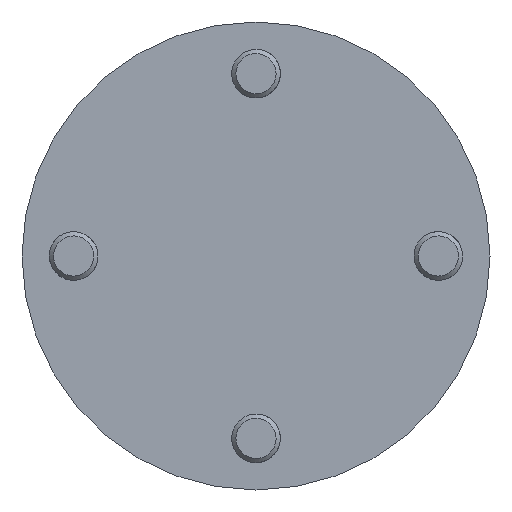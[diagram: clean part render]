
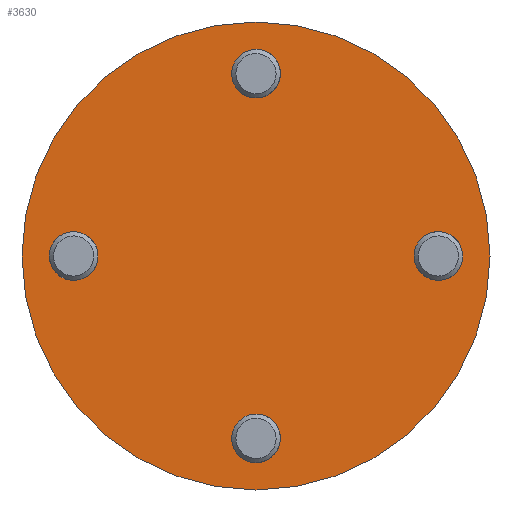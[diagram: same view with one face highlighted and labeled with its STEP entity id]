
A CAD part, left-side view. The second image highlights one B-rep face of the part: STEP entity #3630.
In plain terms, the highlighted planar face has unit normal (-1, 0, 0).
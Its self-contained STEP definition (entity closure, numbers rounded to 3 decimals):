
#81 = EDGE_LOOP ( 'NONE', ( #5632 ) ) ;
#132 = VERTEX_POINT ( 'NONE', #8235 ) ;
#251 = AXIS2_PLACEMENT_3D ( 'NONE', #8563, #13539, #2034 ) ;
#1343 = PLANE ( 'NONE',  #2302 ) ;
#1540 = VERTEX_POINT ( 'NONE', #6712 ) ;
#1786 = DIRECTION ( 'NONE',  ( 0., 0., -1. ) ) ;
#2034 = DIRECTION ( 'NONE',  ( 0., 0., -1. ) ) ;
#2056 = EDGE_CURVE ( 'NONE', #1540, #1540, #12761, .T. ) ;
#2240 = CARTESIAN_POINT ( 'NONE',  ( 0., 0., 0. ) ) ;
#2302 = AXIS2_PLACEMENT_3D ( 'NONE', #4121, #9134, #9080 ) ;
#2338 = DIRECTION ( 'NONE',  ( 0., 0., 1. ) ) ;
#2695 = EDGE_LOOP ( 'NONE', ( #6268 ) ) ;
#2753 = VERTEX_POINT ( 'NONE', #13035 ) ;
#2996 = DIRECTION ( 'NONE',  ( 1., 0., 0. ) ) ;
#3630 = ADVANCED_FACE ( 'NONE', ( #15891, #6734, #9146, #9561, #12111 ), #1343, .F. ) ;
#3733 = CIRCLE ( 'NONE', #6060, 38.5 ) ;
#3742 = VERTEX_POINT ( 'NONE', #4385 ) ;
#3755 = EDGE_LOOP ( 'NONE', ( #14577 ) ) ;
#4121 = CARTESIAN_POINT ( 'NONE',  ( 0., 20., 0. ) ) ;
#4385 = CARTESIAN_POINT ( 'NONE',  ( 0., 0., -34. ) ) ;
#5632 = ORIENTED_EDGE ( 'NONE', *, *, #15553, .F. ) ;
#5778 = DIRECTION ( 'NONE',  ( 1., 0., 0. ) ) ;
#6060 = AXIS2_PLACEMENT_3D ( 'NONE', #2240, #7252, #2338 ) ;
#6268 = ORIENTED_EDGE ( 'NONE', *, *, #9470, .T. ) ;
#6674 = EDGE_CURVE ( 'NONE', #2753, #2753, #3733, .T. ) ;
#6712 = CARTESIAN_POINT ( 'NONE',  ( 0., 30., -4. ) ) ;
#6734 = FACE_BOUND ( 'NONE', #2695, .T. ) ;
#7252 = DIRECTION ( 'NONE',  ( -1., 0., 0. ) ) ;
#7880 = DIRECTION ( 'NONE',  ( 0., 0., -1. ) ) ;
#8235 = CARTESIAN_POINT ( 'NONE',  ( 0., 0., 26. ) ) ;
#8361 = EDGE_LOOP ( 'NONE', ( #11054 ) ) ;
#8563 = CARTESIAN_POINT ( 'NONE',  ( 0., -30., 0. ) ) ;
#8956 = CIRCLE ( 'NONE', #251, 4. ) ;
#9080 = DIRECTION ( 'NONE',  ( 0., 0., -1. ) ) ;
#9134 = DIRECTION ( 'NONE',  ( 1., 0., 0. ) ) ;
#9146 = FACE_BOUND ( 'NONE', #14794, .T. ) ;
#9470 = EDGE_CURVE ( 'NONE', #3742, #3742, #12913, .T. ) ;
#9561 = FACE_BOUND ( 'NONE', #3755, .T. ) ;
#10077 = DIRECTION ( 'NONE',  ( 0., 0., -1. ) ) ;
#11054 = ORIENTED_EDGE ( 'NONE', *, *, #6674, .T. ) ;
#12045 = CARTESIAN_POINT ( 'NONE',  ( 0., -30., -4. ) ) ;
#12059 = EDGE_CURVE ( 'NONE', #132, #132, #15859, .T. ) ;
#12111 = FACE_OUTER_BOUND ( 'NONE', #8361, .T. ) ;
#12761 = CIRCLE ( 'NONE', #13940, 4. ) ;
#12913 = CIRCLE ( 'NONE', #16463, 4. ) ;
#13035 = CARTESIAN_POINT ( 'NONE',  ( 0., 0., 38.5 ) ) ;
#13268 = VERTEX_POINT ( 'NONE', #12045 ) ;
#13403 = CARTESIAN_POINT ( 'NONE',  ( 0., 0., 30. ) ) ;
#13539 = DIRECTION ( 'NONE',  ( -1., 0., 0. ) ) ;
#13940 = AXIS2_PLACEMENT_3D ( 'NONE', #15419, #2996, #7880 ) ;
#14068 = AXIS2_PLACEMENT_3D ( 'NONE', #13403, #5778, #1786 ) ;
#14408 = ORIENTED_EDGE ( 'NONE', *, *, #12059, .T. ) ;
#14577 = ORIENTED_EDGE ( 'NONE', *, *, #2056, .T. ) ;
#14794 = EDGE_LOOP ( 'NONE', ( #14408 ) ) ;
#14954 = CARTESIAN_POINT ( 'NONE',  ( 0., 0., -30. ) ) ;
#15419 = CARTESIAN_POINT ( 'NONE',  ( 0., 30., 0. ) ) ;
#15553 = EDGE_CURVE ( 'NONE', #13268, #13268, #8956, .T. ) ;
#15859 = CIRCLE ( 'NONE', #14068, 4. ) ;
#15891 = FACE_BOUND ( 'NONE', #81, .T. ) ;
#16271 = DIRECTION ( 'NONE',  ( 1., 0., 0. ) ) ;
#16463 = AXIS2_PLACEMENT_3D ( 'NONE', #14954, #16271, #10077 ) ;
